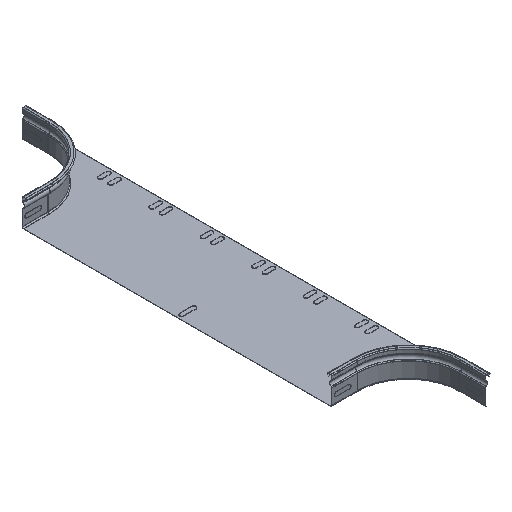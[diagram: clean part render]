
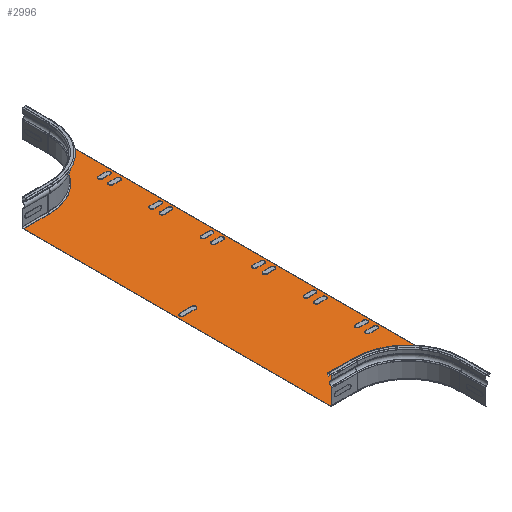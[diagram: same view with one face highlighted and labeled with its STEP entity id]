
A CAD part, isometric view. The second image highlights one B-rep face of the part: STEP entity #2996.
In plain terms, the highlighted planar face has unit normal (0, 0, 1).
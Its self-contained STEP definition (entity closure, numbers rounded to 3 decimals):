
#246=FACE_OUTER_BOUND('',#416,.T.);
#416=EDGE_LOOP('',(#2461,#2462,#2463,#2464,#2465,#2466,#2467,#2468));
#573=CIRCLE('',#3285,101.6);
#631=CIRCLE('',#3398,101.6);
#798=LINE('',#4973,#1048);
#803=LINE('',#4992,#1053);
#866=LINE('',#5232,#1116);
#869=LINE('',#5238,#1119);
#870=LINE('',#5240,#1120);
#871=LINE('',#5243,#1121);
#1048=VECTOR('',#3891,1.);
#1053=VECTOR('',#3916,1.);
#1116=VECTOR('',#4197,1.);
#1119=VECTOR('',#4202,1.);
#1120=VECTOR('',#4203,1.);
#1121=VECTOR('',#4206,1.);
#1372=VERTEX_POINT('',#4954);
#1378=VERTEX_POINT('',#4969);
#1379=VERTEX_POINT('',#4971);
#1383=VERTEX_POINT('',#4991);
#1451=VERTEX_POINT('',#5231);
#1453=VERTEX_POINT('',#5237);
#1454=VERTEX_POINT('',#5239);
#1455=VERTEX_POINT('',#5241);
#1730=EDGE_CURVE('',#1378,#1379,#798,.T.);
#1736=EDGE_CURVE('',#1378,#1372,#573,.T.);
#1740=EDGE_CURVE('',#1383,#1372,#803,.T.);
#1860=EDGE_CURVE('',#1383,#1451,#866,.T.);
#1863=EDGE_CURVE('',#1379,#1453,#869,.T.);
#1864=EDGE_CURVE('',#1454,#1453,#870,.T.);
#1865=EDGE_CURVE('',#1454,#1455,#631,.T.);
#1866=EDGE_CURVE('',#1455,#1451,#871,.T.);
#2461=ORIENTED_EDGE('',*,*,#1863,.T.);
#2462=ORIENTED_EDGE('',*,*,#1864,.F.);
#2463=ORIENTED_EDGE('',*,*,#1865,.T.);
#2464=ORIENTED_EDGE('',*,*,#1866,.T.);
#2465=ORIENTED_EDGE('',*,*,#1860,.F.);
#2466=ORIENTED_EDGE('',*,*,#1740,.T.);
#2467=ORIENTED_EDGE('',*,*,#1736,.F.);
#2468=ORIENTED_EDGE('',*,*,#1730,.T.);
#2869=PLANE('',#3397);
#2996=ADVANCED_FACE('',(#246),#2869,.F.);
#3285=AXIS2_PLACEMENT_3D('',#4984,#3907,#3908);
#3397=AXIS2_PLACEMENT_3D('',#5236,#4200,#4201);
#3398=AXIS2_PLACEMENT_3D('',#5242,#4204,#4205);
#3891=DIRECTION('',(-1.,0.,0.));
#3907=DIRECTION('center_axis',(0.,0.,1.));
#3908=DIRECTION('ref_axis',(0.,-1.,0.));
#3916=DIRECTION('',(-1.,0.,0.));
#4197=DIRECTION('',(0.,-1.,0.));
#4200=DIRECTION('center_axis',(0.,0.,-1.));
#4201=DIRECTION('ref_axis',(1.,0.,0.));
#4202=DIRECTION('',(0.,-1.,0.));
#4203=DIRECTION('',(-1.,0.,0.));
#4204=DIRECTION('center_axis',(0.,0.,-1.));
#4205=DIRECTION('ref_axis',(0.,1.,0.));
#4206=DIRECTION('',(1.,0.,0.));
#4954=CARTESIAN_POINT('',(165.056,668.103,-2.));
#4969=CARTESIAN_POINT('',(63.456,566.503,-2.));
#4971=CARTESIAN_POINT('',(13.456,566.503,-2.));
#4973=CARTESIAN_POINT('',(63.456,566.503,-2.));
#4984=CARTESIAN_POINT('Origin',(63.456,668.103,-2.));
#4991=CARTESIAN_POINT('',(198.456,668.103,-2.));
#4992=CARTESIAN_POINT('',(130.956,668.103,-2.));
#5231=CARTESIAN_POINT('',(198.456,-132.297,-2.));
#5232=CARTESIAN_POINT('',(198.456,92.903,-2.));
#5236=CARTESIAN_POINT('Origin',(63.456,68.703,-2.));
#5237=CARTESIAN_POINT('',(13.456,-30.697,-2.));
#5238=CARTESIAN_POINT('',(13.456,292.903,-2.));
#5239=CARTESIAN_POINT('',(63.456,-30.697,-2.));
#5240=CARTESIAN_POINT('',(63.456,-30.697,-2.));
#5241=CARTESIAN_POINT('',(165.056,-132.297,-2.));
#5242=CARTESIAN_POINT('Origin',(63.456,-132.297,-2.));
#5243=CARTESIAN_POINT('',(130.956,-132.297,-2.));
